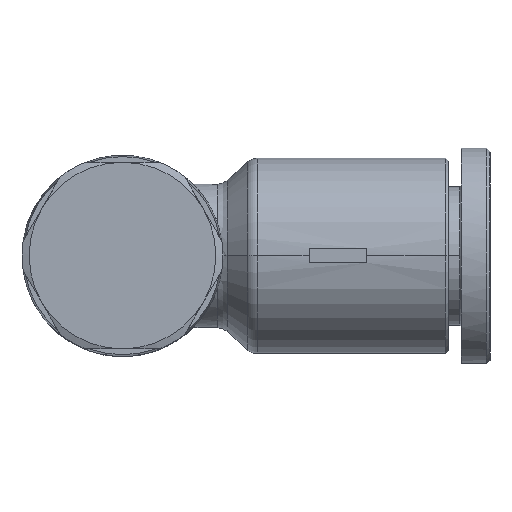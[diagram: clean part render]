
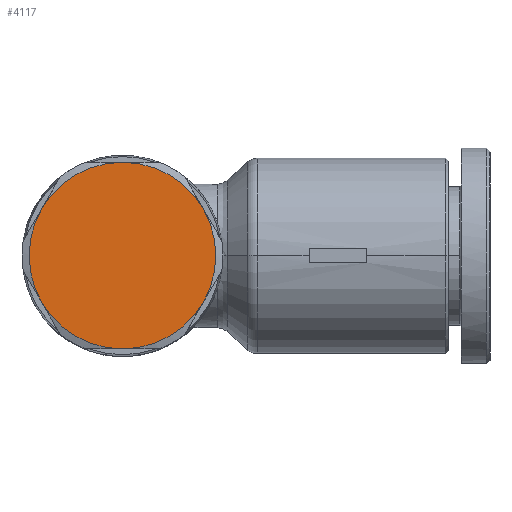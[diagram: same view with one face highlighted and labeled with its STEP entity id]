
A CAD part, top view. The second image highlights one B-rep face of the part: STEP entity #4117.
In plain terms, the highlighted planar face has unit normal (0, 0, 1).
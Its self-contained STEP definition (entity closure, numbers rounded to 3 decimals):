
#3535=CARTESIAN_POINT('',(2.,6.5,9.));
#3536=VERTEX_POINT('',#3535);
#3559=CARTESIAN_POINT('',(-3.629,3.25,9.));
#3560=VERTEX_POINT('',#3559);
#3574=CARTESIAN_POINT('',(2.,0.,9.));
#3575=DIRECTION('',(0.0,0.0,1.0));
#3576=DIRECTION('',(0.0,-1.0,0.0));
#3577=AXIS2_PLACEMENT_3D('',#3574,#3575,#3576);
#3578=CIRCLE('',#3577,6.5);
#3579=EDGE_CURVE('',#3536,#3560,#3578,.T.);
#3589=CARTESIAN_POINT('',(-3.629,-3.25,9.));
#3590=VERTEX_POINT('',#3589);
#3606=CARTESIAN_POINT('',(2.,0.,9.));
#3607=DIRECTION('',(0.0,0.0,1.0));
#3608=DIRECTION('',(0.0,-1.0,0.0));
#3609=AXIS2_PLACEMENT_3D('',#3606,#3607,#3608);
#3610=CIRCLE('',#3609,6.5);
#3611=EDGE_CURVE('',#3560,#3590,#3610,.T.);
#3645=CARTESIAN_POINT('',(7.629,3.25,9.));
#3646=VERTEX_POINT('',#3645);
#3682=CARTESIAN_POINT('',(2.,0.,9.));
#3683=DIRECTION('',(0.0,0.0,1.0));
#3684=DIRECTION('',(0.0,-1.0,0.0));
#3685=AXIS2_PLACEMENT_3D('',#3682,#3683,#3684);
#3686=CIRCLE('',#3685,6.5);
#3687=EDGE_CURVE('',#3646,#3536,#3686,.T.);
#3699=CARTESIAN_POINT('',(7.629,-3.25,9.));
#3700=VERTEX_POINT('',#3699);
#3736=CARTESIAN_POINT('',(2.,0.,9.));
#3737=DIRECTION('',(0.0,0.0,1.0));
#3738=DIRECTION('',(0.0,-1.0,0.0));
#3739=AXIS2_PLACEMENT_3D('',#3736,#3737,#3738);
#3740=CIRCLE('',#3739,6.5);
#3741=EDGE_CURVE('',#3700,#3646,#3740,.T.);
#3751=CARTESIAN_POINT('',(2.,-6.5,9.));
#3752=VERTEX_POINT('',#3751);
#3768=CARTESIAN_POINT('',(2.,0.,9.));
#3769=DIRECTION('',(0.0,0.0,1.0));
#3770=DIRECTION('',(0.0,-1.0,0.0));
#3771=AXIS2_PLACEMENT_3D('',#3768,#3769,#3770);
#3772=CIRCLE('',#3771,6.5);
#3773=EDGE_CURVE('',#3590,#3752,#3772,.T.);
#3842=CARTESIAN_POINT('',(2.,0.,9.));
#3843=DIRECTION('',(0.0,0.0,1.0));
#3844=DIRECTION('',(0.0,-1.0,0.0));
#3845=AXIS2_PLACEMENT_3D('',#3842,#3843,#3844);
#3846=CIRCLE('',#3845,6.5);
#3847=EDGE_CURVE('',#3752,#3700,#3846,.T.);
#4104=CARTESIAN_POINT('',(2.,0.,9.));
#4105=DIRECTION('',(0.0,0.0,-1.0));
#4106=DIRECTION('',(0.0,1.0,0.0));
#4107=AXIS2_PLACEMENT_3D('',#4104,#4105,#4106);
#4108=PLANE('',#4107);
#4109=ORIENTED_EDGE('',*,*,#3611,.T.);
#4110=ORIENTED_EDGE('',*,*,#3773,.T.);
#4111=ORIENTED_EDGE('',*,*,#3847,.T.);
#4112=ORIENTED_EDGE('',*,*,#3741,.T.);
#4113=ORIENTED_EDGE('',*,*,#3687,.T.);
#4114=ORIENTED_EDGE('',*,*,#3579,.T.);
#4115=EDGE_LOOP('',(#4109,#4110,#4111,#4112,#4113,#4114));
#4116=FACE_OUTER_BOUND('',#4115,.T.);
#4117=ADVANCED_FACE('',(#4116),#4108,.F.);
